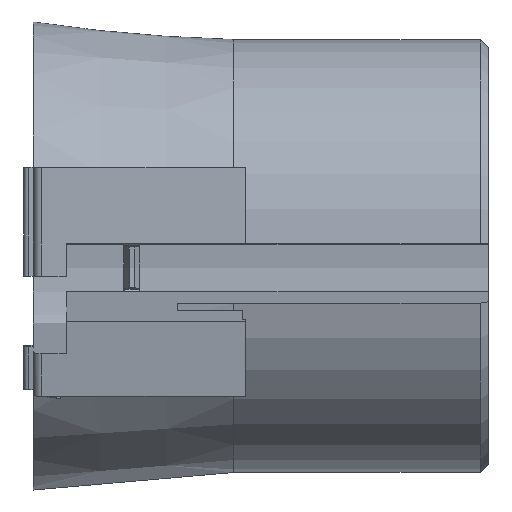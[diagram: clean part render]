
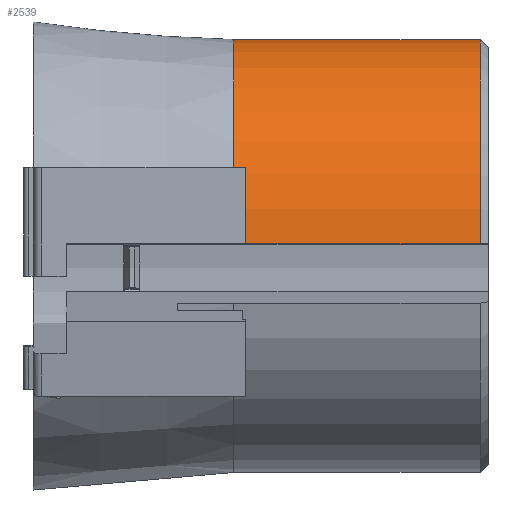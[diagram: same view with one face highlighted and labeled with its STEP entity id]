
A CAD part, top view. The second image highlights one B-rep face of the part: STEP entity #2539.
In plain terms, the highlighted cylindrical face has radius 12.5 mm (diameter 25 mm), a partial arc.
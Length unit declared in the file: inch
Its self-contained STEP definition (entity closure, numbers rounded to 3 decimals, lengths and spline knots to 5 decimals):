
#238 = AXIS2_PLACEMENT_3D ( 'NONE', #2513, #2224, #4051 ) ;
#410 = VECTOR ( 'NONE', #4010, 39.37008 ) ;
#633 = CIRCLE ( 'NONE', #1992, 0.49213 ) ;
#688 = VECTOR ( 'NONE', #2260, 39.37008 ) ;
#932 = VERTEX_POINT ( 'NONE', #2061 ) ;
#1020 = LINE ( 'NONE', #2582, #688 ) ;
#1107 = EDGE_CURVE ( 'NONE', #932, #2310, #1682, .T. ) ;
#1121 = ORIENTED_EDGE ( 'NONE', *, *, #2114, .T. ) ;
#1254 = VERTEX_POINT ( 'NONE', #3301 ) ;
#1295 = CARTESIAN_POINT ( 'NONE',  ( 0.45, 0., 0. ) ) ;
#1319 = DIRECTION ( 'NONE',  ( -1., 0., 0. ) ) ;
#1646 = EDGE_LOOP ( 'NONE', ( #3873, #3159, #1881, #1121 ) ) ;
#1682 = CIRCLE ( 'NONE', #2654, 0.49213 ) ;
#1820 = EDGE_CURVE ( 'NONE', #1254, #932, #1020, .T. ) ;
#1857 = CARTESIAN_POINT ( 'NONE',  ( 0.7565, 0.0141, -0.49192 ) ) ;
#1881 = ORIENTED_EDGE ( 'NONE', *, *, #3050, .F. ) ;
#1992 = AXIS2_PLACEMENT_3D ( 'NONE', #1295, #3500, #2536 ) ;
#2061 = CARTESIAN_POINT ( 'NONE',  ( 1.04331, 0., 0.49213 ) ) ;
#2114 = EDGE_CURVE ( 'NONE', #3012, #1254, #633, .T. ) ;
#2224 = DIRECTION ( 'NONE',  ( -1., 0., 0. ) ) ;
#2260 = DIRECTION ( 'NONE',  ( 1., 0., 0. ) ) ;
#2310 = VERTEX_POINT ( 'NONE', #4014 ) ;
#2513 = CARTESIAN_POINT ( 'NONE',  ( 0.7565, 0., 0. ) ) ;
#2527 = CARTESIAN_POINT ( 'NONE',  ( 0.45, 0.0141, -0.49192 ) ) ;
#2536 = DIRECTION ( 'NONE',  ( 0., -1., 0. ) ) ;
#2539 = ADVANCED_FACE ( 'NONE', ( #3748 ), #3438, .T. ) ;
#2582 = CARTESIAN_POINT ( 'NONE',  ( 0.7565, 0., 0.49213 ) ) ;
#2654 = AXIS2_PLACEMENT_3D ( 'NONE', #2736, #1319, #2835 ) ;
#2736 = CARTESIAN_POINT ( 'NONE',  ( 1.04331, 0., 0. ) ) ;
#2835 = DIRECTION ( 'NONE',  ( 0., -1., 0. ) ) ;
#3012 = VERTEX_POINT ( 'NONE', #2527 ) ;
#3050 = EDGE_CURVE ( 'NONE', #3012, #2310, #3434, .T. ) ;
#3159 = ORIENTED_EDGE ( 'NONE', *, *, #1107, .T. ) ;
#3301 = CARTESIAN_POINT ( 'NONE',  ( 0.45, 0., 0.49213 ) ) ;
#3434 = LINE ( 'NONE', #1857, #410 ) ;
#3438 = CYLINDRICAL_SURFACE ( 'NONE', #238, 0.49213 ) ;
#3500 = DIRECTION ( 'NONE',  ( 1., 0., 0. ) ) ;
#3748 = FACE_OUTER_BOUND ( 'NONE', #1646, .T. ) ;
#3873 = ORIENTED_EDGE ( 'NONE', *, *, #1820, .T. ) ;
#4010 = DIRECTION ( 'NONE',  ( 1., 0., 0. ) ) ;
#4014 = CARTESIAN_POINT ( 'NONE',  ( 1.04331, 0.0141, -0.49192 ) ) ;
#4051 = DIRECTION ( 'NONE',  ( 0., -1., 0. ) ) ;
